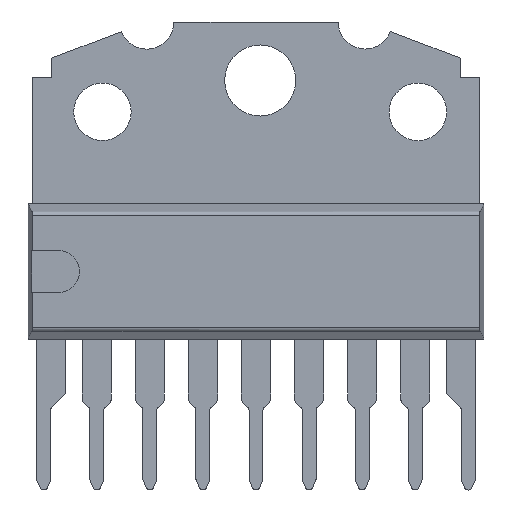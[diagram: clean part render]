
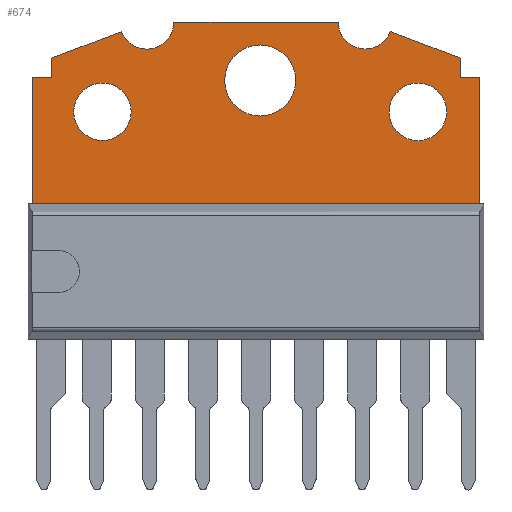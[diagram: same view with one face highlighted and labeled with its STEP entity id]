
A CAD part, front view. The second image highlights one B-rep face of the part: STEP entity #674.
In plain terms, the highlighted planar face has unit normal (0, -1, 0).
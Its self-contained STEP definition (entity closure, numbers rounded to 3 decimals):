
#84 = VERTEX_POINT('',#85);
#85 = CARTESIAN_POINT('',(-8.73,-0.217,6.884
    ));
#91 = EDGE_CURVE('',#84,#92,#94,.T.);
#92 = VERTEX_POINT('',#93);
#93 = CARTESIAN_POINT('',(-5.98,-0.217,6.884
    ));
#94 = CIRCLE('',#95,1.375);
#95 = AXIS2_PLACEMENT_3D('',#96,#97,#98);
#96 = CARTESIAN_POINT('',(-7.355,-0.217,6.884
    ));
#97 = DIRECTION('',(0.,1.,0.));
#98 = DIRECTION('',(0.,0.,1.));
#126 = VERTEX_POINT('',#127);
#127 = CARTESIAN_POINT('',(-1.504,-0.217,
    8.384));
#133 = EDGE_CURVE('',#126,#134,#136,.T.);
#134 = VERTEX_POINT('',#135);
#135 = CARTESIAN_POINT('',(1.896,-0.217,8.384
    ));
#136 = CIRCLE('',#137,1.7);
#137 = AXIS2_PLACEMENT_3D('',#138,#139,#140);
#138 = CARTESIAN_POINT('',(0.196,-0.217,8.384
    ));
#139 = DIRECTION('',(0.,1.,0.));
#140 = DIRECTION('',(0.,0.,1.));
#168 = VERTEX_POINT('',#169);
#169 = CARTESIAN_POINT('',(6.37,-0.217,6.884
    ));
#175 = EDGE_CURVE('',#168,#176,#178,.T.);
#176 = VERTEX_POINT('',#177);
#177 = CARTESIAN_POINT('',(9.12,-0.217,6.884
    ));
#178 = CIRCLE('',#179,1.375);
#179 = AXIS2_PLACEMENT_3D('',#180,#181,#182);
#180 = CARTESIAN_POINT('',(7.745,-0.217,6.884
    ));
#181 = DIRECTION('',(0.,1.,0.));
#182 = DIRECTION('',(0.,0.,1.));
#198 = EDGE_CURVE('',#176,#168,#199,.T.);
#199 = CIRCLE('',#200,1.375);
#200 = AXIS2_PLACEMENT_3D('',#201,#202,#203);
#201 = CARTESIAN_POINT('',(7.745,-0.217,6.884
    ));
#202 = DIRECTION('',(0.,1.,0.));
#203 = DIRECTION('',(0.,0.,1.));
#222 = EDGE_CURVE('',#134,#126,#223,.T.);
#223 = CIRCLE('',#224,1.7);
#224 = AXIS2_PLACEMENT_3D('',#225,#226,#227);
#225 = CARTESIAN_POINT('',(0.196,-0.217,8.384
    ));
#226 = DIRECTION('',(0.,1.,0.));
#227 = DIRECTION('',(0.,0.,1.));
#246 = EDGE_CURVE('',#92,#84,#247,.T.);
#247 = CIRCLE('',#248,1.375);
#248 = AXIS2_PLACEMENT_3D('',#249,#250,#251);
#249 = CARTESIAN_POINT('',(-7.355,-0.217,
    6.884));
#250 = DIRECTION('',(0.,1.,0.));
#251 = DIRECTION('',(0.,0.,1.));
#281 = VERTEX_POINT('',#282);
#282 = CARTESIAN_POINT('',(-10.704,-0.217,
    8.536));
#288 = EDGE_CURVE('',#281,#289,#291,.T.);
#289 = VERTEX_POINT('',#290);
#290 = CARTESIAN_POINT('',(-9.784,-0.217,
    8.536));
#291 = LINE('',#292,#293);
#292 = CARTESIAN_POINT('',(-10.704,-0.217,
    8.536));
#293 = VECTOR('',#294,1.);
#294 = DIRECTION('',(1.,0.,0.));
#319 = VERTEX_POINT('',#320);
#320 = CARTESIAN_POINT('',(-10.704,-0.217,
    2.484));
#326 = EDGE_CURVE('',#319,#281,#327,.T.);
#327 = LINE('',#328,#329);
#328 = CARTESIAN_POINT('',(-10.704,-0.217,
    2.484));
#329 = VECTOR('',#330,1.);
#330 = DIRECTION('',(0.,0.,1.));
#350 = VERTEX_POINT('',#351);
#351 = CARTESIAN_POINT('',(10.696,-0.217,
    2.484));
#357 = EDGE_CURVE('',#350,#319,#358,.T.);
#358 = LINE('',#359,#360);
#359 = CARTESIAN_POINT('',(10.696,-0.217,
    2.484));
#360 = VECTOR('',#361,1.);
#361 = DIRECTION('',(-1.,0.,0.));
#381 = VERTEX_POINT('',#382);
#382 = CARTESIAN_POINT('',(10.696,-0.217,
    8.536));
#388 = EDGE_CURVE('',#381,#350,#389,.T.);
#389 = LINE('',#390,#391);
#390 = CARTESIAN_POINT('',(10.696,-0.217,
    8.536));
#391 = VECTOR('',#392,1.);
#392 = DIRECTION('',(0.,0.,-1.));
#412 = VERTEX_POINT('',#413);
#413 = CARTESIAN_POINT('',(9.777,-0.217,8.536
    ));
#419 = EDGE_CURVE('',#412,#381,#420,.T.);
#420 = LINE('',#421,#422);
#421 = CARTESIAN_POINT('',(9.777,-0.217,8.536
    ));
#422 = VECTOR('',#423,1.);
#423 = DIRECTION('',(1.,0.,0.));
#443 = VERTEX_POINT('',#444);
#444 = CARTESIAN_POINT('',(9.777,-0.217,9.455
    ));
#450 = EDGE_CURVE('',#443,#412,#451,.T.);
#451 = LINE('',#452,#453);
#452 = CARTESIAN_POINT('',(9.777,-0.217,9.455
    ));
#453 = VECTOR('',#454,1.);
#454 = DIRECTION('',(0.,0.,-1.));
#474 = VERTEX_POINT('',#475);
#475 = CARTESIAN_POINT('',(6.433,-0.217,
    10.725));
#481 = EDGE_CURVE('',#474,#443,#482,.T.);
#482 = LINE('',#483,#484);
#483 = CARTESIAN_POINT('',(6.433,-0.217,
    10.725));
#484 = VECTOR('',#485,1.);
#485 = DIRECTION('',(0.935,0.,-0.355)
  );
#497 = EDGE_CURVE('',#498,#474,#500,.T.);
#498 = VERTEX_POINT('',#499);
#499 = CARTESIAN_POINT('',(3.931,-0.217,
    11.184));
#500 = CIRCLE('',#501,1.294);
#501 = AXIS2_PLACEMENT_3D('',#502,#503,#504);
#502 = CARTESIAN_POINT('',(5.224,-0.217,
    11.184));
#503 = DIRECTION('',(0.,-1.,0.));
#504 = DIRECTION('',(1.,0.,0.));
#538 = VERTEX_POINT('',#539);
#539 = CARTESIAN_POINT('',(-3.931,-0.217,
    11.184));
#545 = EDGE_CURVE('',#538,#498,#546,.T.);
#546 = LINE('',#547,#548);
#547 = CARTESIAN_POINT('',(-3.931,-0.217,
    11.184));
#548 = VECTOR('',#549,1.);
#549 = DIRECTION('',(1.,0.,0.));
#561 = EDGE_CURVE('',#562,#538,#564,.T.);
#562 = VERTEX_POINT('',#563);
#563 = CARTESIAN_POINT('',(-6.446,-0.217,
    10.723));
#564 = CIRCLE('',#565,1.3);
#565 = AXIS2_PLACEMENT_3D('',#566,#567,#568);
#566 = CARTESIAN_POINT('',(-5.231,-0.217,
    11.184));
#567 = DIRECTION('',(0.,-1.,0.));
#568 = DIRECTION('',(1.,0.,0.));
#602 = VERTEX_POINT('',#603);
#603 = CARTESIAN_POINT('',(-9.784,-0.217,
    9.455));
#609 = EDGE_CURVE('',#602,#562,#610,.T.);
#610 = LINE('',#611,#612);
#611 = CARTESIAN_POINT('',(-9.784,-0.217,
    9.455));
#612 = VECTOR('',#613,1.);
#613 = DIRECTION('',(0.935,0.,0.355));
#631 = EDGE_CURVE('',#289,#602,#632,.T.);
#632 = LINE('',#633,#634);
#633 = CARTESIAN_POINT('',(-9.784,-0.217,
    8.536));
#634 = VECTOR('',#635,1.);
#635 = DIRECTION('',(0.,0.,1.));
#674 = ADVANCED_FACE('',(#675,#679,#683,#687),#701,.F.);
#675 = FACE_BOUND('',#676,.T.);
#676 = EDGE_LOOP('',(#677,#678));
#677 = ORIENTED_EDGE('',*,*,#175,.T.);
#678 = ORIENTED_EDGE('',*,*,#198,.T.);
#679 = FACE_BOUND('',#680,.T.);
#680 = EDGE_LOOP('',(#681,#682));
#681 = ORIENTED_EDGE('',*,*,#133,.T.);
#682 = ORIENTED_EDGE('',*,*,#222,.T.);
#683 = FACE_BOUND('',#684,.T.);
#684 = EDGE_LOOP('',(#685,#686));
#685 = ORIENTED_EDGE('',*,*,#91,.T.);
#686 = ORIENTED_EDGE('',*,*,#246,.T.);
#687 = FACE_BOUND('',#688,.F.);
#688 = EDGE_LOOP('',(#689,#690,#691,#692,#693,#694,#695,#696,#697,#698,
    #699,#700));
#689 = ORIENTED_EDGE('',*,*,#609,.T.);
#690 = ORIENTED_EDGE('',*,*,#561,.T.);
#691 = ORIENTED_EDGE('',*,*,#545,.T.);
#692 = ORIENTED_EDGE('',*,*,#497,.T.);
#693 = ORIENTED_EDGE('',*,*,#481,.T.);
#694 = ORIENTED_EDGE('',*,*,#450,.T.);
#695 = ORIENTED_EDGE('',*,*,#419,.T.);
#696 = ORIENTED_EDGE('',*,*,#388,.T.);
#697 = ORIENTED_EDGE('',*,*,#357,.T.);
#698 = ORIENTED_EDGE('',*,*,#326,.T.);
#699 = ORIENTED_EDGE('',*,*,#288,.T.);
#700 = ORIENTED_EDGE('',*,*,#631,.T.);
#701 = PLANE('',#702);
#702 = AXIS2_PLACEMENT_3D('',#703,#704,#705);
#703 = CARTESIAN_POINT('',(-0.004,-0.217,
    6.51));
#704 = DIRECTION('',(0.,1.,0.));
#705 = DIRECTION('',(0.996,0.,
    -0.084));
